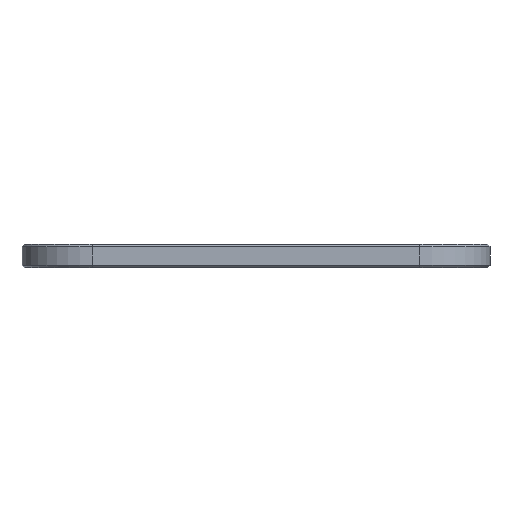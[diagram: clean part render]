
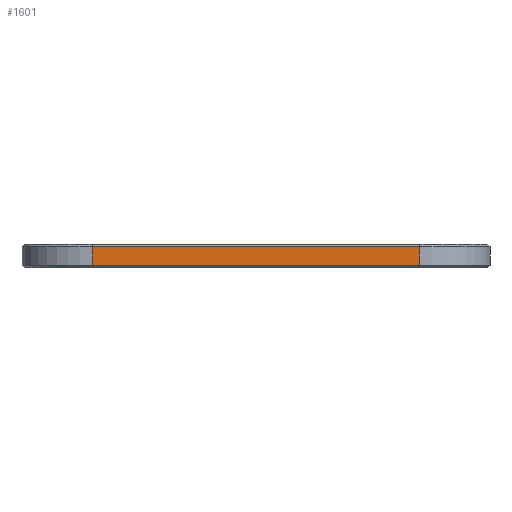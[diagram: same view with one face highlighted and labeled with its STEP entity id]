
A CAD part, front view. The second image highlights one B-rep face of the part: STEP entity #1601.
In plain terms, the highlighted planar face has unit normal (0, -1, 0).
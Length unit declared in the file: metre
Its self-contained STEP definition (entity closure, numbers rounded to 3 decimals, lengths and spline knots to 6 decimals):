
#29=PLANE('',#1720);
#86=LINE('',#2484,#194);
#87=LINE('',#2487,#195);
#88=LINE('',#2489,#196);
#89=LINE('',#2491,#197);
#194=VECTOR('',#1971,1.);
#195=VECTOR('',#1972,1.);
#196=VECTOR('',#1973,1.);
#197=VECTOR('',#1974,1.);
#320=ORIENTED_EDGE('',*,*,#738,.T.);
#321=ORIENTED_EDGE('',*,*,#739,.T.);
#322=ORIENTED_EDGE('',*,*,#740,.T.);
#323=ORIENTED_EDGE('',*,*,#741,.T.);
#738=EDGE_CURVE('',#944,#945,#86,.F.);
#739=EDGE_CURVE('',#945,#946,#87,.T.);
#740=EDGE_CURVE('',#946,#947,#88,.T.);
#741=EDGE_CURVE('',#947,#944,#89,.T.);
#944=VERTEX_POINT('',#2485);
#945=VERTEX_POINT('',#2486);
#946=VERTEX_POINT('',#2488);
#947=VERTEX_POINT('',#2490);
#1179=EDGE_LOOP('',(#320,#321,#322,#323));
#1367=FACE_BOUND('',#1179,.T.);
#1601=ADVANCED_FACE('',(#1367),#29,.F.);
#1720=AXIS2_PLACEMENT_3D('',#2483,#1969,#1970);
#1969=DIRECTION('',(0.,1.,0.));
#1970=DIRECTION('',(0.,0.,1.));
#1971=DIRECTION('',(0.,0.,-1.));
#1972=DIRECTION('',(-1.,0.,0.));
#1973=DIRECTION('',(0.,0.,-1.));
#1974=DIRECTION('',(1.,0.,0.));
#2483=CARTESIAN_POINT('',(0.,-0.22,0.01));
#2484=CARTESIAN_POINT('',(0.07,-0.22,0.01));
#2485=CARTESIAN_POINT('',(0.07,-0.22,0.001));
#2486=CARTESIAN_POINT('',(0.07,-0.22,0.009));
#2487=CARTESIAN_POINT('',(-0.07,-0.22,0.009));
#2488=CARTESIAN_POINT('',(-0.07,-0.22,0.009));
#2489=CARTESIAN_POINT('',(-0.07,-0.22,0.01));
#2490=CARTESIAN_POINT('',(-0.07,-0.22,0.001));
#2491=CARTESIAN_POINT('',(0.,-0.22,0.001));
